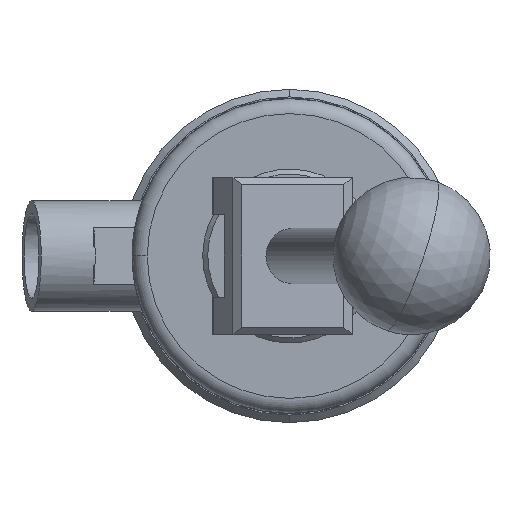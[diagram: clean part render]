
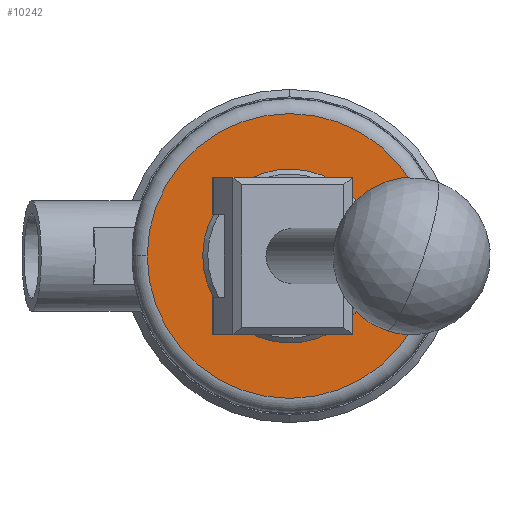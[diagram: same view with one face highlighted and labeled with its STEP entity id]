
A CAD part, front view. The second image highlights one B-rep face of the part: STEP entity #10242.
In plain terms, the highlighted planar face has unit normal (0, -1, 0).
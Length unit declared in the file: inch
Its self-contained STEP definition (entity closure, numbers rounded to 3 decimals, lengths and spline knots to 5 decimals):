
#202 = DIRECTION ( 'NONE',  ( 1., 0., 0. ) ) ;
#433 = CARTESIAN_POINT ( 'NONE',  ( 0., 0., 0. ) ) ;
#772 = VERTEX_POINT ( 'NONE', #7937 ) ;
#1169 = EDGE_CURVE ( 'NONE', #11675, #772, #9325, .T. ) ;
#1410 = EDGE_LOOP ( 'NONE', ( #15436, #5441 ) ) ;
#1541 = FACE_OUTER_BOUND ( 'NONE', #1410, .T. ) ;
#1913 = VERTEX_POINT ( 'NONE', #11092 ) ;
#2300 = EDGE_CURVE ( 'NONE', #772, #11675, #8847, .T. ) ;
#2666 = CARTESIAN_POINT ( 'NONE',  ( 0., 0., 0. ) ) ;
#2694 = DIRECTION ( 'NONE',  ( 0., -1., 0. ) ) ;
#2862 = DIRECTION ( 'NONE',  ( 1., 0., 0. ) ) ;
#3513 = CARTESIAN_POINT ( 'NONE',  ( 0., 0., 0. ) ) ;
#4077 = DIRECTION ( 'NONE',  ( 1., 0., 0. ) ) ;
#5117 = PLANE ( 'NONE',  #10256 ) ;
#5441 = ORIENTED_EDGE ( 'NONE', *, *, #9851, .T. ) ;
#5471 = DIRECTION ( 'NONE',  ( 0., -1., 0. ) ) ;
#5583 = DIRECTION ( 'NONE',  ( 1., 0., 0. ) ) ;
#5738 = ORIENTED_EDGE ( 'NONE', *, *, #1169, .F. ) ;
#5832 = EDGE_LOOP ( 'NONE', ( #12559, #5738 ) ) ;
#6151 = CIRCLE ( 'NONE', #8801, 1.13 ) ;
#6563 = FACE_BOUND ( 'NONE', #5832, .T. ) ;
#7035 = CIRCLE ( 'NONE', #11559, 1.13 ) ;
#7726 = AXIS2_PLACEMENT_3D ( 'NONE', #2666, #12891, #202 ) ;
#7749 = CARTESIAN_POINT ( 'NONE',  ( 0., 0., -0.348 ) ) ;
#7937 = CARTESIAN_POINT ( 'NONE',  ( 0.348, 0., 0. ) ) ;
#8801 = AXIS2_PLACEMENT_3D ( 'NONE', #3513, #11484, #4077 ) ;
#8847 = CIRCLE ( 'NONE', #10172, 0.348 ) ;
#9220 = DIRECTION ( 'NONE',  ( 0., -1., 0. ) ) ;
#9325 = CIRCLE ( 'NONE', #7726, 0.348 ) ;
#9851 = EDGE_CURVE ( 'NONE', #13223, #1913, #7035, .T. ) ;
#10172 = AXIS2_PLACEMENT_3D ( 'NONE', #433, #5471, #15730 ) ;
#10242 = ADVANCED_FACE ( 'NONE', ( #1541, #6563 ), #5117, .T. ) ;
#10256 = AXIS2_PLACEMENT_3D ( 'NONE', #7749, #2694, #2862 ) ;
#10547 = CARTESIAN_POINT ( 'NONE',  ( -1.13, 0., 0. ) ) ;
#11043 = CARTESIAN_POINT ( 'NONE',  ( -0.348, 0., 0. ) ) ;
#11092 = CARTESIAN_POINT ( 'NONE',  ( 1.13, 0., 0. ) ) ;
#11484 = DIRECTION ( 'NONE',  ( 0., -1., 0. ) ) ;
#11559 = AXIS2_PLACEMENT_3D ( 'NONE', #11627, #9220, #5583 ) ;
#11627 = CARTESIAN_POINT ( 'NONE',  ( 0., 0., 0. ) ) ;
#11675 = VERTEX_POINT ( 'NONE', #11043 ) ;
#12559 = ORIENTED_EDGE ( 'NONE', *, *, #2300, .F. ) ;
#12891 = DIRECTION ( 'NONE',  ( 0., -1., 0. ) ) ;
#13223 = VERTEX_POINT ( 'NONE', #10547 ) ;
#15436 = ORIENTED_EDGE ( 'NONE', *, *, #15686, .T. ) ;
#15686 = EDGE_CURVE ( 'NONE', #1913, #13223, #6151, .T. ) ;
#15730 = DIRECTION ( 'NONE',  ( 1., 0., 0. ) ) ;
